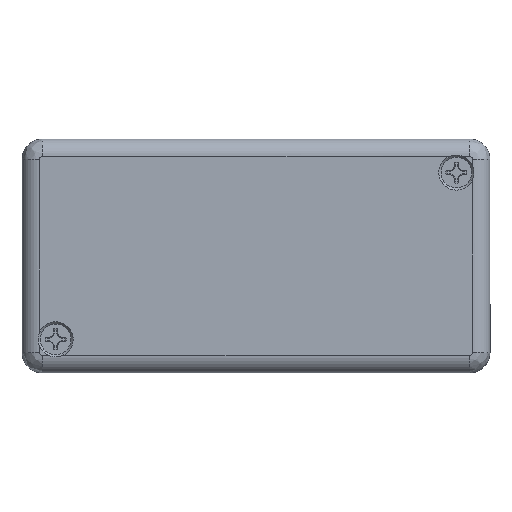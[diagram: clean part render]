
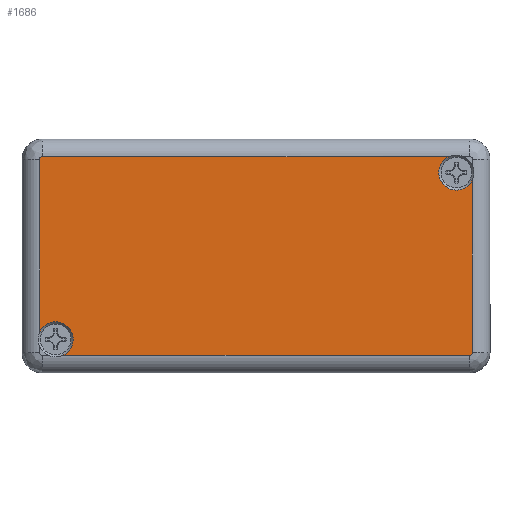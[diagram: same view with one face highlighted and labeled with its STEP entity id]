
A CAD part, top view. The second image highlights one B-rep face of the part: STEP entity #1686.
In plain terms, the highlighted face is planar.
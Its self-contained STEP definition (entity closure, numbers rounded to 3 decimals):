
#57 = VERTEX_POINT('',#58);
#58 = CARTESIAN_POINT('',(42.233,-12.967,
    0.));
#63 = EDGE_CURVE('',#57,#64,#66,.T.);
#64 = VERTEX_POINT('',#65);
#65 = CARTESIAN_POINT('',(44.034,-15.717,0.));
#66 = CIRCLE('',#67,3.);
#67 = AXIS2_PLACEMENT_3D('',#68,#69,#70);
#68 = CARTESIAN_POINT('',(45.233,-12.967,0.));
#69 = DIRECTION('',(0.,0.,1.));
#70 = DIRECTION('',(-1.,0.,0.));
#95 = VERTEX_POINT('',#96);
#96 = CARTESIAN_POINT('',(47.983,-11.768,0.));
#107 = EDGE_CURVE('',#95,#57,#108,.T.);
#108 = CIRCLE('',#109,3.);
#109 = AXIS2_PLACEMENT_3D('',#110,#111,#112);
#110 = CARTESIAN_POINT('',(45.233,-12.967,0.));
#111 = DIRECTION('',(0.,0.,1.));
#112 = DIRECTION('',(-1.,0.,0.));
#173 = VERTEX_POINT('',#174);
#174 = CARTESIAN_POINT('',(-26.017,14.334,0.));
#185 = EDGE_CURVE('',#173,#186,#188,.T.);
#186 = VERTEX_POINT('',#187);
#187 = CARTESIAN_POINT('',(-22.068,18.283,0.));
#188 = CIRCLE('',#189,3.);
#189 = AXIS2_PLACEMENT_3D('',#190,#191,#192);
#190 = CARTESIAN_POINT('',(-23.267,15.533,0.));
#191 = DIRECTION('',(0.,0.,1.));
#192 = DIRECTION('',(-1.,0.,0.));
#296 = VERTEX_POINT('',#297);
#297 = CARTESIAN_POINT('',(-25.517,-15.717,0.));
#304 = EDGE_CURVE('',#296,#64,#305,.T.);
#305 = LINE('',#306,#307);
#306 = CARTESIAN_POINT('',(30.983,-15.717,0.));
#307 = VECTOR('',#308,1.);
#308 = DIRECTION('',(1.,0.,0.));
#320 = EDGE_CURVE('',#173,#321,#323,.T.);
#321 = VERTEX_POINT('',#322);
#322 = CARTESIAN_POINT('',(-26.017,-15.217,0.));
#323 = LINE('',#324,#325);
#324 = CARTESIAN_POINT('',(-26.017,-8.717,0.));
#325 = VECTOR('',#326,1.);
#326 = DIRECTION('',(0.,-1.,0.));
#1569 = EDGE_CURVE('',#321,#296,#1570,.T.);
#1570 = CIRCLE('',#1571,0.5);
#1571 = AXIS2_PLACEMENT_3D('',#1572,#1573,#1574);
#1572 = CARTESIAN_POINT('',(-25.517,-15.217,0.));
#1573 = DIRECTION('',(0.,0.,1.));
#1574 = DIRECTION('',(-0.707,-0.707,0.));
#1591 = EDGE_CURVE('',#95,#1592,#1594,.T.);
#1592 = VERTEX_POINT('',#1593);
#1593 = CARTESIAN_POINT('',(47.983,17.783,0.));
#1594 = LINE('',#1595,#1596);
#1595 = CARTESIAN_POINT('',(47.983,11.283,0.));
#1596 = VECTOR('',#1597,1.);
#1597 = DIRECTION('',(0.,1.,0.));
#1619 = VERTEX_POINT('',#1620);
#1620 = CARTESIAN_POINT('',(47.483,18.283,0.));
#1627 = EDGE_CURVE('',#1592,#1619,#1628,.T.);
#1628 = CIRCLE('',#1629,0.5);
#1629 = AXIS2_PLACEMENT_3D('',#1630,#1631,#1632);
#1630 = CARTESIAN_POINT('',(47.483,17.783,0.));
#1631 = DIRECTION('',(0.,0.,1.));
#1632 = DIRECTION('',(0.707,0.707,-0.));
#1676 = EDGE_CURVE('',#1619,#186,#1677,.T.);
#1677 = LINE('',#1678,#1679);
#1678 = CARTESIAN_POINT('',(-9.017,18.283,0.));
#1679 = VECTOR('',#1680,1.);
#1680 = DIRECTION('',(-1.,0.,0.));
#1686 = ADVANCED_FACE('',(#1687),#1698,.F.);
#1687 = FACE_BOUND('',#1688,.T.);
#1688 = EDGE_LOOP('',(#1689,#1690,#1691,#1692,#1693,#1694,#1695,#1696,
    #1697));
#1689 = ORIENTED_EDGE('',*,*,#107,.T.);
#1690 = ORIENTED_EDGE('',*,*,#63,.T.);
#1691 = ORIENTED_EDGE('',*,*,#304,.F.);
#1692 = ORIENTED_EDGE('',*,*,#1569,.F.);
#1693 = ORIENTED_EDGE('',*,*,#320,.F.);
#1694 = ORIENTED_EDGE('',*,*,#185,.T.);
#1695 = ORIENTED_EDGE('',*,*,#1676,.F.);
#1696 = ORIENTED_EDGE('',*,*,#1627,.F.);
#1697 = ORIENTED_EDGE('',*,*,#1591,.F.);
#1698 = PLANE('',#1699);
#1699 = AXIS2_PLACEMENT_3D('',#1700,#1701,#1702);
#1700 = CARTESIAN_POINT('',(10.983,1.283,0.));
#1701 = DIRECTION('',(0.,0.,1.));
#1702 = DIRECTION('',(1.,0.,-0.));
